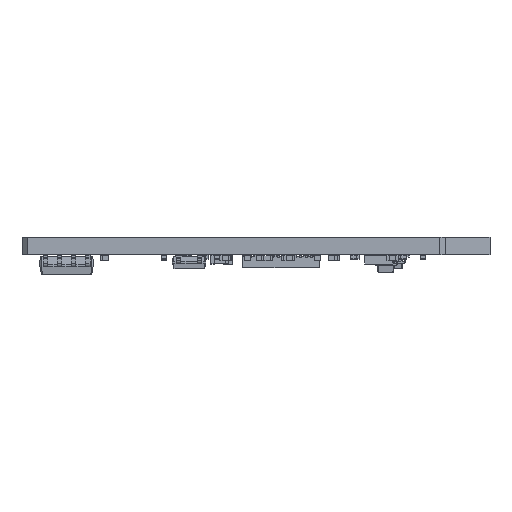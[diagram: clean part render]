
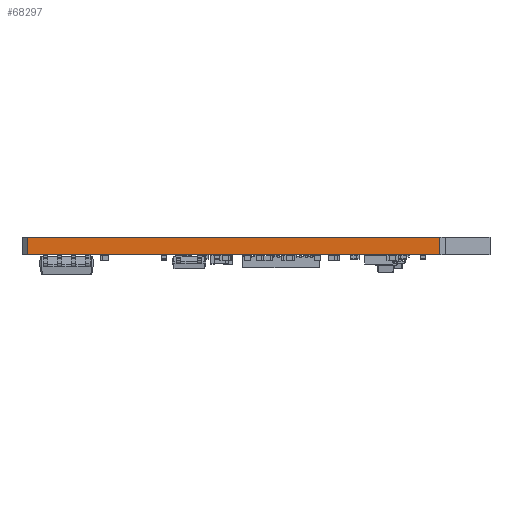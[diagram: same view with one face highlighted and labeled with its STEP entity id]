
A CAD part, left-side view. The second image highlights one B-rep face of the part: STEP entity #68297.
In plain terms, the highlighted planar face has unit normal (-1, 0, 0).
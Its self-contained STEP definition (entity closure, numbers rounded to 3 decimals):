
#62018 = PLANE('',#62019);
#62019 = AXIS2_PLACEMENT_3D('',#62020,#62021,#62022);
#62020 = CARTESIAN_POINT('',(195.624,-82.082,1.58));
#62021 = DIRECTION('',(-0.,-0.,-1.));
#62022 = DIRECTION('',(-1.,0.,0.));
#62072 = PLANE('',#62073);
#62073 = AXIS2_PLACEMENT_3D('',#62074,#62075,#62076);
#62074 = CARTESIAN_POINT('',(195.624,-82.082,0.));
#62075 = DIRECTION('',(-0.,-0.,-1.));
#62076 = DIRECTION('',(-1.,0.,0.));
#62825 = VERTEX_POINT('',#62826);
#62826 = CARTESIAN_POINT('',(179.,-99.75,0.));
#62840 = PLANE('',#62841);
#62841 = AXIS2_PLACEMENT_3D('',#62842,#62843,#62844);
#62842 = CARTESIAN_POINT('',(179.5,-100.25,0.));
#62843 = DIRECTION('',(-0.707,-0.707,0.));
#62844 = DIRECTION('',(-0.707,0.707,0.));
#62852 = EDGE_CURVE('',#62825,#62853,#62855,.T.);
#62853 = VERTEX_POINT('',#62854);
#62854 = CARTESIAN_POINT('',(179.,-62.75,0.));
#62855 = SURFACE_CURVE('',#62856,(#62860,#62867),.PCURVE_S1.);
#62856 = LINE('',#62857,#62858);
#62857 = CARTESIAN_POINT('',(179.,-99.75,0.));
#62858 = VECTOR('',#62859,1.);
#62859 = DIRECTION('',(0.,1.,0.));
#62860 = PCURVE('',#62072,#62861);
#62861 = DEFINITIONAL_REPRESENTATION('',(#62862),#62866);
#62862 = LINE('',#62863,#62864);
#62863 = CARTESIAN_POINT('',(16.624,-17.668));
#62864 = VECTOR('',#62865,1.);
#62865 = DIRECTION('',(0.,1.));
#62866 = ( GEOMETRIC_REPRESENTATION_CONTEXT(2) 
PARAMETRIC_REPRESENTATION_CONTEXT() REPRESENTATION_CONTEXT('2D SPACE',''
  ) );
#62867 = PCURVE('',#62868,#62873);
#62868 = PLANE('',#62869);
#62869 = AXIS2_PLACEMENT_3D('',#62870,#62871,#62872);
#62870 = CARTESIAN_POINT('',(179.,-99.75,0.));
#62871 = DIRECTION('',(-1.,0.,0.));
#62872 = DIRECTION('',(0.,1.,0.));
#62873 = DEFINITIONAL_REPRESENTATION('',(#62874),#62878);
#62874 = LINE('',#62875,#62876);
#62875 = CARTESIAN_POINT('',(0.,0.));
#62876 = VECTOR('',#62877,1.);
#62877 = DIRECTION('',(1.,0.));
#62878 = ( GEOMETRIC_REPRESENTATION_CONTEXT(2) 
PARAMETRIC_REPRESENTATION_CONTEXT() REPRESENTATION_CONTEXT('2D SPACE',''
  ) );
#62896 = PLANE('',#62897);
#62897 = AXIS2_PLACEMENT_3D('',#62898,#62899,#62900);
#62898 = CARTESIAN_POINT('',(179.,-62.75,0.));
#62899 = DIRECTION('',(-0.707,0.707,0.));
#62900 = DIRECTION('',(0.707,0.707,0.));
#65982 = VERTEX_POINT('',#65983);
#65983 = CARTESIAN_POINT('',(179.,-99.75,1.58));
#66004 = EDGE_CURVE('',#65982,#66005,#66007,.T.);
#66005 = VERTEX_POINT('',#66006);
#66006 = CARTESIAN_POINT('',(179.,-62.75,1.58));
#66007 = SURFACE_CURVE('',#66008,(#66012,#66019),.PCURVE_S1.);
#66008 = LINE('',#66009,#66010);
#66009 = CARTESIAN_POINT('',(179.,-99.75,1.58));
#66010 = VECTOR('',#66011,1.);
#66011 = DIRECTION('',(0.,1.,0.));
#66012 = PCURVE('',#62018,#66013);
#66013 = DEFINITIONAL_REPRESENTATION('',(#66014),#66018);
#66014 = LINE('',#66015,#66016);
#66015 = CARTESIAN_POINT('',(16.624,-17.668));
#66016 = VECTOR('',#66017,1.);
#66017 = DIRECTION('',(0.,1.));
#66018 = ( GEOMETRIC_REPRESENTATION_CONTEXT(2) 
PARAMETRIC_REPRESENTATION_CONTEXT() REPRESENTATION_CONTEXT('2D SPACE',''
  ) );
#66019 = PCURVE('',#62868,#66020);
#66020 = DEFINITIONAL_REPRESENTATION('',(#66021),#66025);
#66021 = LINE('',#66022,#66023);
#66022 = CARTESIAN_POINT('',(0.,-1.58));
#66023 = VECTOR('',#66024,1.);
#66024 = DIRECTION('',(1.,0.));
#66025 = ( GEOMETRIC_REPRESENTATION_CONTEXT(2) 
PARAMETRIC_REPRESENTATION_CONTEXT() REPRESENTATION_CONTEXT('2D SPACE',''
  ) );
#68247 = EDGE_CURVE('',#62853,#66005,#68248,.T.);
#68248 = SURFACE_CURVE('',#68249,(#68253,#68260),.PCURVE_S1.);
#68249 = LINE('',#68250,#68251);
#68250 = CARTESIAN_POINT('',(179.,-62.75,0.));
#68251 = VECTOR('',#68252,1.);
#68252 = DIRECTION('',(0.,0.,1.));
#68253 = PCURVE('',#62896,#68254);
#68254 = DEFINITIONAL_REPRESENTATION('',(#68255),#68259);
#68255 = LINE('',#68256,#68257);
#68256 = CARTESIAN_POINT('',(0.,0.));
#68257 = VECTOR('',#68258,1.);
#68258 = DIRECTION('',(0.,-1.));
#68259 = ( GEOMETRIC_REPRESENTATION_CONTEXT(2) 
PARAMETRIC_REPRESENTATION_CONTEXT() REPRESENTATION_CONTEXT('2D SPACE',''
  ) );
#68260 = PCURVE('',#62868,#68261);
#68261 = DEFINITIONAL_REPRESENTATION('',(#68262),#68266);
#68262 = LINE('',#68263,#68264);
#68263 = CARTESIAN_POINT('',(37.,0.));
#68264 = VECTOR('',#68265,1.);
#68265 = DIRECTION('',(0.,-1.));
#68266 = ( GEOMETRIC_REPRESENTATION_CONTEXT(2) 
PARAMETRIC_REPRESENTATION_CONTEXT() REPRESENTATION_CONTEXT('2D SPACE',''
  ) );
#68297 = ADVANCED_FACE('',(#68298),#62868,.T.);
#68298 = FACE_BOUND('',#68299,.T.);
#68299 = EDGE_LOOP('',(#68300,#68321,#68322,#68323));
#68300 = ORIENTED_EDGE('',*,*,#68301,.T.);
#68301 = EDGE_CURVE('',#62825,#65982,#68302,.T.);
#68302 = SURFACE_CURVE('',#68303,(#68307,#68314),.PCURVE_S1.);
#68303 = LINE('',#68304,#68305);
#68304 = CARTESIAN_POINT('',(179.,-99.75,0.));
#68305 = VECTOR('',#68306,1.);
#68306 = DIRECTION('',(0.,0.,1.));
#68307 = PCURVE('',#62868,#68308);
#68308 = DEFINITIONAL_REPRESENTATION('',(#68309),#68313);
#68309 = LINE('',#68310,#68311);
#68310 = CARTESIAN_POINT('',(0.,0.));
#68311 = VECTOR('',#68312,1.);
#68312 = DIRECTION('',(0.,-1.));
#68313 = ( GEOMETRIC_REPRESENTATION_CONTEXT(2) 
PARAMETRIC_REPRESENTATION_CONTEXT() REPRESENTATION_CONTEXT('2D SPACE',''
  ) );
#68314 = PCURVE('',#62840,#68315);
#68315 = DEFINITIONAL_REPRESENTATION('',(#68316),#68320);
#68316 = LINE('',#68317,#68318);
#68317 = CARTESIAN_POINT('',(0.707,0.));
#68318 = VECTOR('',#68319,1.);
#68319 = DIRECTION('',(0.,-1.));
#68320 = ( GEOMETRIC_REPRESENTATION_CONTEXT(2) 
PARAMETRIC_REPRESENTATION_CONTEXT() REPRESENTATION_CONTEXT('2D SPACE',''
  ) );
#68321 = ORIENTED_EDGE('',*,*,#66004,.T.);
#68322 = ORIENTED_EDGE('',*,*,#68247,.F.);
#68323 = ORIENTED_EDGE('',*,*,#62852,.F.);
